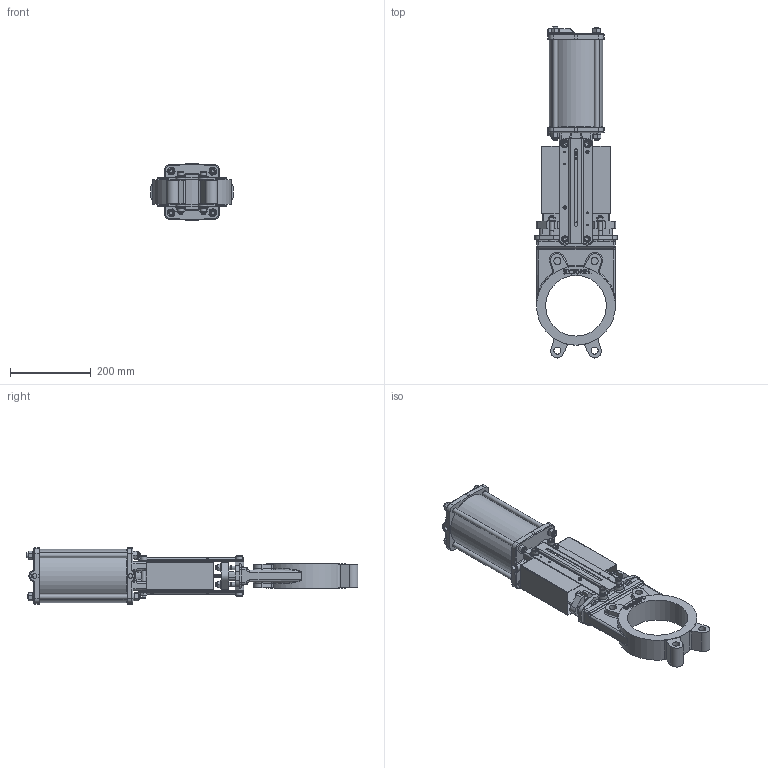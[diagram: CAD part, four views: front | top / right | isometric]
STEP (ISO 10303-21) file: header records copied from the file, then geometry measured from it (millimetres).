
FILE_DESCRIPTION(/* description */ (''),/* implementation_level */ '2;1');
FILE_NAME(/* name */ 'S170-172-176-178-VG-PN-DN150.stp',/* time_stamp */ '2015-01-06T15:34:16+01:00',/* author */ ('fballet'),/* organization */ (''),/* preprocessor_version */ 'ST-DEVELOPER v15.2',/* originating_system */ 'Autodesk Inventor 2014',/* authorisation */ '');
FILE_SCHEMA (('AUTOMOTIVE_DESIGN { 1 0 10303 214 3 1 1 }'));
Length unit declared in the file: millimetre
Products named in the file (1): S170-172-176-178-VG-PN-DN150
Bounding box: 204 x 821.36 x 140 mm (x, y, z)
Volume: 6402576.6 mm3; surface area: 866474.1 mm2
Topology: 7 solids, 20 shells, 1537 faces, 3836 edges, 2426 vertices
Faces by surface type: plane 693, cylinder 440, cone 240, bspline 113, torus 47, sphere 4
Full cylindrical faces by diameter (mm): 3.5 x2, 4.2 x7, 5 x12, 6 x6, 6.5 x2, 6.6 x4, 8.5 x18, 10 x23, 10.2 x5, 10.5 x12, 10.7 x2, 11 x2, 12 x12, 12.2 x7, 13 x8, 15.4 x5, 16 x6, 17.5 x6, 18.4 x7, 20 x6, 24.5 x1, 25 x2, 30 x1, 32 x2, 37 x1, 40 x1, 96 x1, 108 x1, 121 x1, 125 x2
Entity records: 49989 total; most frequent: CARTESIAN_POINT 15469, ORIENTED_EDGE 7090, DIRECTION 6928, EDGE_CURVE 3545, AXIS2_PLACEMENT_3D 2697, VERTEX_POINT 2367, EDGE_LOOP 1960, LINE 1534
